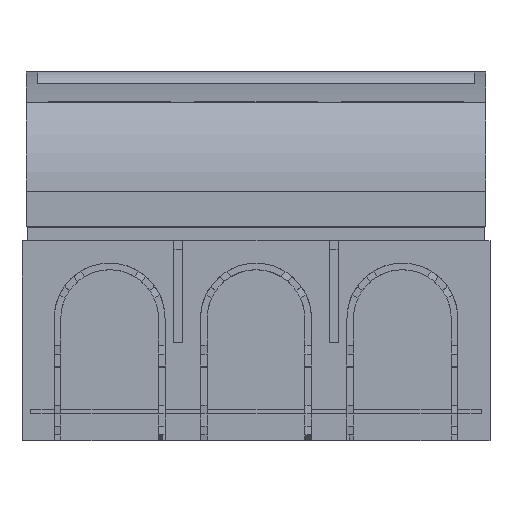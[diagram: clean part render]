
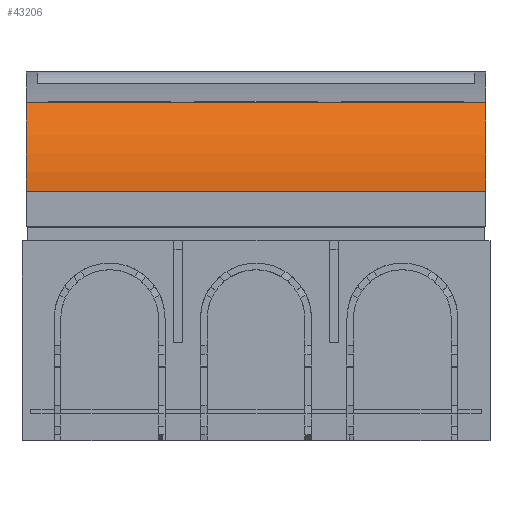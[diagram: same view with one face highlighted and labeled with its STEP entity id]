
A CAD part, front view. The second image highlights one B-rep face of the part: STEP entity #43206.
In plain terms, the highlighted cylindrical face has radius 30 mm (diameter 60 mm), a partial arc.
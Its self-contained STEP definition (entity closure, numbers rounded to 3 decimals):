
#41444=CARTESIAN_POINT('',(49.,51.75,59.7));
#41445=DIRECTION('',(0.,1.,0.));
#41446=DIRECTION('',(-1.,0.,0.));
#41447=AXIS2_PLACEMENT_3D('',#41444,#41445,#41446);
#41664=DIRECTION('',(0.,-1.,0.));
#41665=VECTOR('',#41664,103.5);
#41666=CARTESIAN_POINT('',(19.,51.75,59.7));
#41667=LINE('',#41666,#41665);
#41671=DIRECTION('',(0.,1.,0.));
#41672=VECTOR('',#41671,103.5);
#41673=CARTESIAN_POINT('',(26.639,-51.75,79.7));
#41674=LINE('',#41673,#41672);
#41686=CARTESIAN_POINT('',(49.,-51.75,59.7));
#41687=DIRECTION('',(0.,-1.,0.));
#41688=DIRECTION('',(-0.745,0.,0.667));
#41689=AXIS2_PLACEMENT_3D('',#41686,#41687,#41688);
#42796=CARTESIAN_POINT('',(26.639,51.75,79.7));
#42798=VERTEX_POINT('',#42796);
#42800=CARTESIAN_POINT('',(26.639,-51.75,79.7));
#42801=VERTEX_POINT('',#42800);
#42820=CARTESIAN_POINT('',(19.,51.75,59.7));
#42821=CARTESIAN_POINT('',(19.,-51.75,59.7));
#42822=VERTEX_POINT('',#42820);
#42823=VERTEX_POINT('',#42821);
#43194=CARTESIAN_POINT('',(49.,0.,59.7));
#43195=DIRECTION('',(0.,1.,0.));
#43196=DIRECTION('',(-1.,0.,0.));
#43197=AXIS2_PLACEMENT_3D('',#43194,#43195,#43196);
#43198=CYLINDRICAL_SURFACE('',#43197,30.);
#43199=ORIENTED_EDGE('',*,*,#43186,.F.);
#43200=ORIENTED_EDGE('',*,*,#43084,.T.);
#43201=ORIENTED_EDGE('',*,*,#43063,.F.);
#43203=ORIENTED_EDGE('',*,*,#43202,.T.);
#43204=EDGE_LOOP('',(#43199,#43200,#43201,#43203));
#43205=FACE_OUTER_BOUND('',#43204,.F.);
#41448=CIRCLE('',#41447,30.);
#41690=CIRCLE('',#41689,30.);
#43063=EDGE_CURVE('',#42801,#42798,#41674,.T.);
#43084=EDGE_CURVE('',#42822,#42798,#41448,.T.);
#43186=EDGE_CURVE('',#42822,#42823,#41667,.T.);
#43202=EDGE_CURVE('',#42801,#42823,#41690,.T.);
#43206=ADVANCED_FACE('',(#43205),#43198,.T.);
